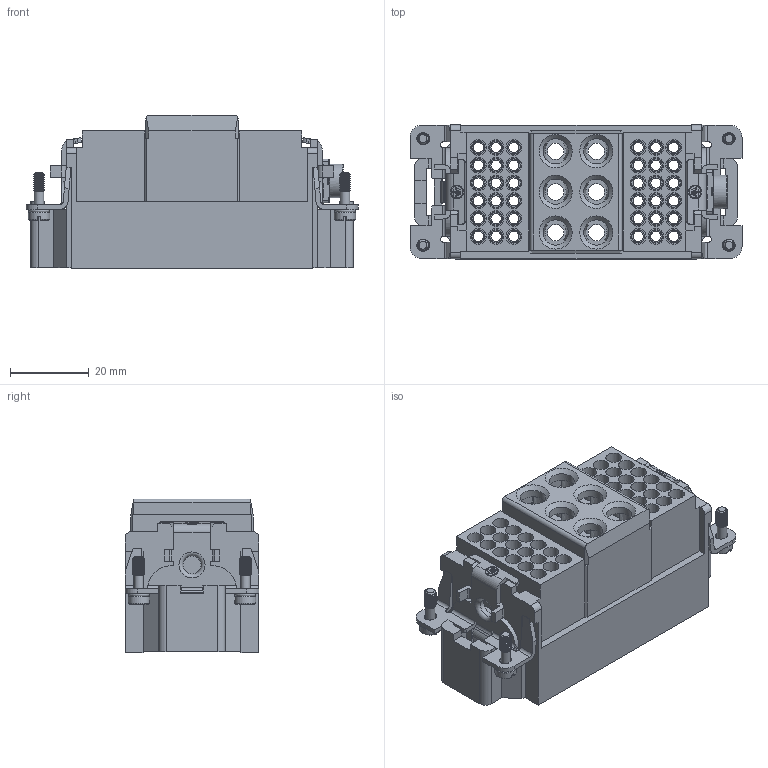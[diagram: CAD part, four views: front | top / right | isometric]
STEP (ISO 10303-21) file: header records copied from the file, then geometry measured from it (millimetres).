
FILE_DESCRIPTION(/* description */ (''),/* implementation_level */ '2;1');
FILE_NAME(/* name */ 'HK-006&36-MC.stp',/* time_stamp */ '2023-09-18T16:29:48+08:00',/* author */ (''),/* organization */ (''),/* preprocessor_version */ 'ST-DEVELOPER v16',/* originating_system */ 'SIEMENS PLM Software NX 10.0',/* authorisation */ '');
FILE_SCHEMA (('AUTOMOTIVE_DESIGN { 1 0 10303 214 3 1 1 1 }'));
Products named in the file (1): Admi16F8F3C4yufy
Bounding box: 84.1 x 33.9 x 39 mm (x, y, z)
Volume: 36046.9 mm3; surface area: 36138.8 mm2
Topology: 1 solids, 9 shells, 1577 faces, 4174 edges, 2709 vertices
Faces by surface type: plane 860, cylinder 538, cone 93, torus 50, bspline 26, sphere 10
Full cylindrical faces by diameter (mm): 1.3 x2, 1.5 x2, 1.8 x6, 2 x6, 2.4 x4, 2.6 x36, 3 x4, 3.1 x36, 3.2 x36, 3.4 x36, 3.9 x36, 4 x36, 4.15 x6, 4.6 x1, 5 x1, 5.4 x4, 6.4 x6, 6.6 x6, 7.9 x6, 8.5 x1
Entity records: 59593 total; most frequent: CARTESIAN_POINT 20709, DIRECTION 7902, ORIENTED_EDGE 7340, EDGE_CURVE 3670, AXIS2_PLACEMENT_3D 2923, VERTEX_POINT 2557, EDGE_LOOP 2189, LINE 2056
